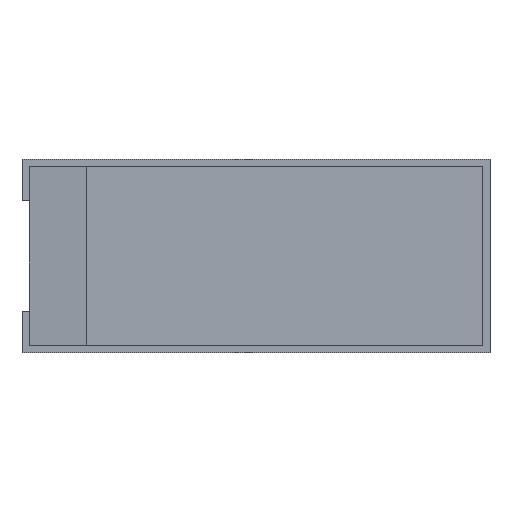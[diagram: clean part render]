
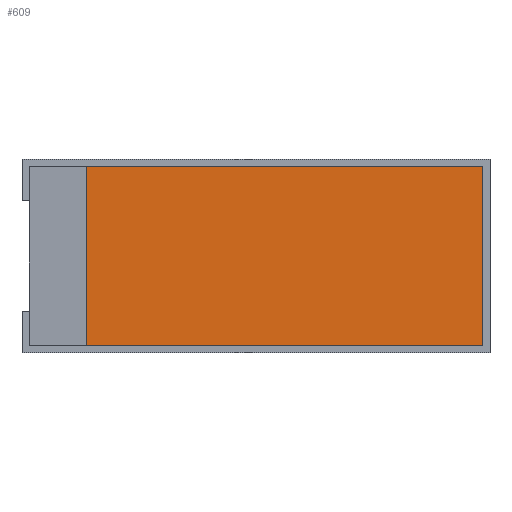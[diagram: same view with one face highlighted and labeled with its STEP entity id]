
A CAD part, top view. The second image highlights one B-rep face of the part: STEP entity #609.
In plain terms, the highlighted planar face has unit normal (0, 0, 1).
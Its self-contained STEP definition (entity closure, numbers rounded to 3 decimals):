
#44=FACE_OUTER_BOUND('',#77,.T.);
#77=EDGE_LOOP('',(#441,#442,#443,#444));
#103=LINE('',#846,#176);
#135=LINE('',#919,#208);
#138=LINE('',#925,#211);
#139=LINE('',#926,#212);
#176=VECTOR('',#688,10.);
#208=VECTOR('',#756,10.);
#211=VECTOR('',#761,10.);
#212=VECTOR('',#762,10.);
#249=VERTEX_POINT('',#843);
#250=VERTEX_POINT('',#845);
#273=VERTEX_POINT('',#918);
#275=VERTEX_POINT('',#924);
#301=EDGE_CURVE('',#250,#249,#103,.T.);
#336=EDGE_CURVE('',#249,#273,#135,.T.);
#339=EDGE_CURVE('',#273,#275,#138,.T.);
#340=EDGE_CURVE('',#275,#250,#139,.T.);
#441=ORIENTED_EDGE('',*,*,#339,.T.);
#442=ORIENTED_EDGE('',*,*,#340,.T.);
#443=ORIENTED_EDGE('',*,*,#301,.T.);
#444=ORIENTED_EDGE('',*,*,#336,.T.);
#547=PLANE('',#659);
#609=ADVANCED_FACE('',(#44),#547,.T.);
#659=AXIS2_PLACEMENT_3D('',#923,#759,#760);
#688=DIRECTION('',(0.,-1.,0.));
#756=DIRECTION('',(1.,0.,0.));
#759=DIRECTION('center_axis',(0.,0.,1.));
#760=DIRECTION('ref_axis',(1.,0.,0.));
#761=DIRECTION('',(0.,1.,0.));
#762=DIRECTION('',(-1.,0.,0.));
#843=CARTESIAN_POINT('',(-20.4,-10.77,3.31));
#845=CARTESIAN_POINT('',(-20.4,10.77,3.31));
#846=CARTESIAN_POINT('',(-20.4,10.77,3.31));
#918=CARTESIAN_POINT('',(27.25,-10.77,3.31));
#919=CARTESIAN_POINT('',(13.625,-10.77,3.31));
#923=CARTESIAN_POINT('Origin',(0.,0.,3.31));
#924=CARTESIAN_POINT('',(27.25,10.77,3.31));
#925=CARTESIAN_POINT('',(27.25,-10.77,3.31));
#926=CARTESIAN_POINT('',(27.25,10.77,3.31));
